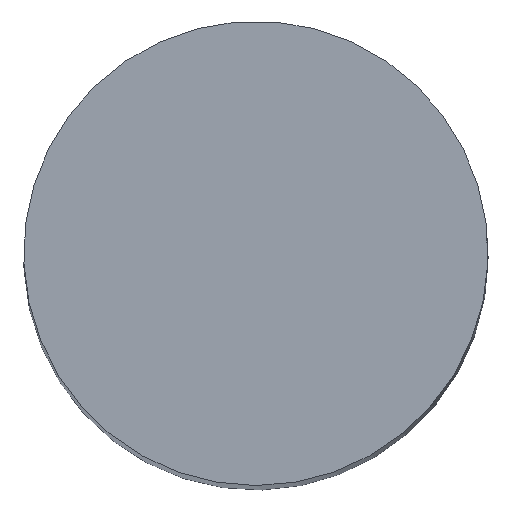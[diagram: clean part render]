
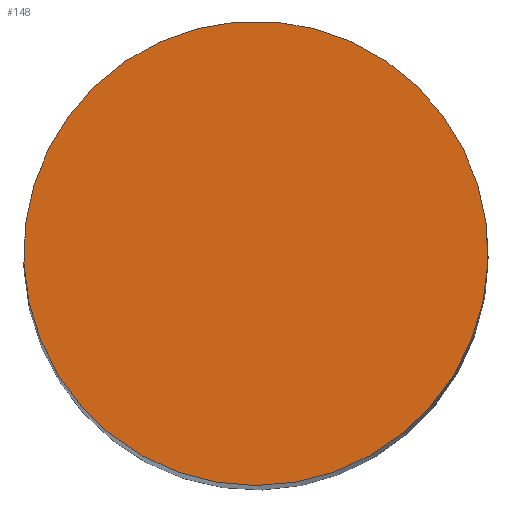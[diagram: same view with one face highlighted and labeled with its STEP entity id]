
A CAD part, top view. The second image highlights one B-rep face of the part: STEP entity #148.
In plain terms, the highlighted planar face has unit normal (0, 0, 1).
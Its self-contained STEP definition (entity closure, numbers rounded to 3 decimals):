
#140=EDGE_CURVE('240[2]',#343,#343,#344,.F.);
#148=ADVANCED_FACE('240[2]',(#355),#356,.F.);
#343=VERTEX_POINT('',#642);
#344=CIRCLE('',#643,3.5);
#355=FACE_OUTER_BOUND('',#658,.T.);
#356=PLANE('',#659);
#642=CARTESIAN_POINT('',(0.,-3.5,0.));
#643=AXIS2_PLACEMENT_3D('',#1044,#1045,#1046);
#658=EDGE_LOOP('',(#1057));
#659=AXIS2_PLACEMENT_3D('',#1058,#1059,#1060);
#1044=CARTESIAN_POINT('',(0.0,0.0,0.0));
#1045=DIRECTION('',(0.,0.,-1.0));
#1046=DIRECTION('',(1.0,0.,0.));
#1057=ORIENTED_EDGE('',*,*,#140,.T.);
#1058=CARTESIAN_POINT('',(0.0,0.0,0.0));
#1059=DIRECTION('',(0.,0.,-1.0));
#1060=DIRECTION('',(0.,1.0,0.));
